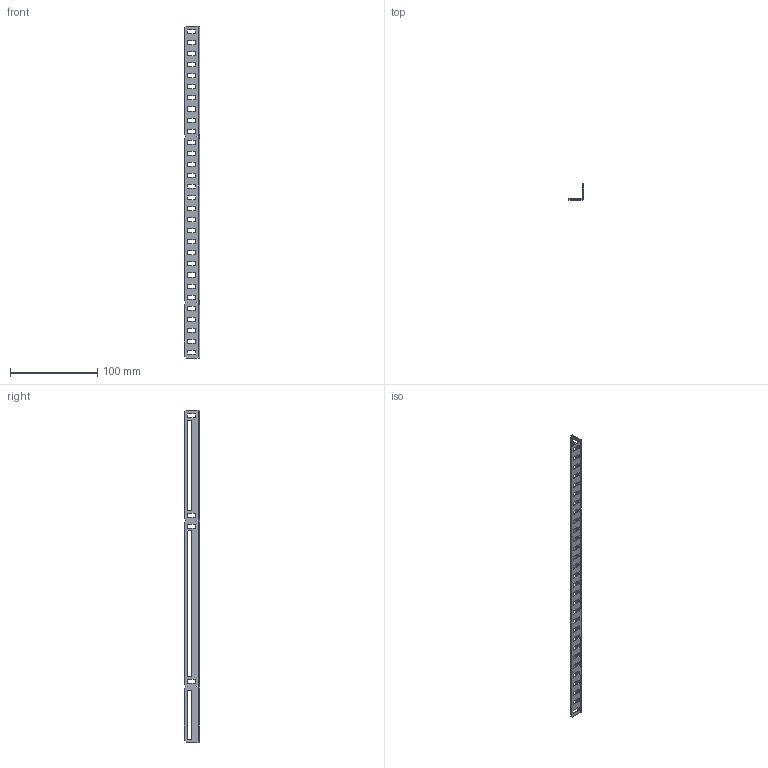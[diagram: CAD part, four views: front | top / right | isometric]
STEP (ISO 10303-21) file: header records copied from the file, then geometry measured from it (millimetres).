
FILE_DESCRIPTION (( 'STEP AP203' ), '1' );
FILE_NAME ('VL-ANGLE-001R RevA.STEP', '2007-08-24T14:42:48', ( 'Innovation First, Inc.' ), ( 'Innovation First, Inc.' ), 'SwSTEP 2.0', 'SolidWorks 2006052', '' );
FILE_SCHEMA (( 'CONFIG_CONTROL_DESIGN' ));
Length unit declared in the file: inch
Products named in the file (1): VL-ANGLE-001R RevA
Bounding box: 17.78 x 17.78 x 381 mm (x, y, z)
Volume: 11452.9 mm3; surface area: 22501.7 mm2
Topology: 1 solids, 1 shells, 360 faces, 1062 edges, 700 vertices
Faces by surface type: plane 188, cylinder 164, bspline 8
Entity records: 12493 total; most frequent: CARTESIAN_POINT 2451, ORIENTED_EDGE 2124, DIRECTION 2048, EDGE_CURVE 1062, LINE 702, VECTOR 702, VERTEX_POINT 700, AXIS2_PLACEMENT_3D 673
